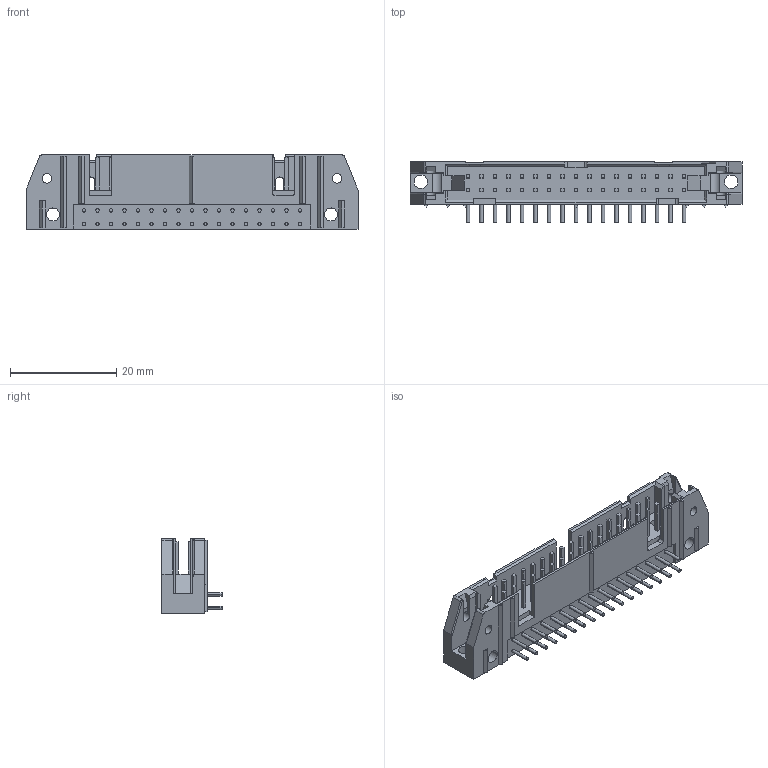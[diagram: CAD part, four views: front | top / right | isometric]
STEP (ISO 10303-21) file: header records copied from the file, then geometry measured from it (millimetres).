
FILE_DESCRIPTION((''),'2;1');
FILE_NAME('C-5102159-8','2019-03-01T04:34:39',('workeradm'),('TE Connectivity Ltd.'),'CREO PARAMETRIC BY PTC INC, 2018190','CREO PARAMETRIC BY PTC INC, 2018190','');
FILE_SCHEMA(('AUTOMOTIVE_DESIGN { 1 0 10303 214 1 1 1 1 }'));
Length unit declared in the file: millimetre
Products named in the file (1): C-5102159-8
Bounding box: 62.48 x 11.33 x 13.94 mm (x, y, z)
Volume: 3914 mm3; surface area: 4668.5 mm2
Topology: 1 solids, 1 shells, 480 faces, 1215 edges, 802 vertices
Faces by surface type: plane 374, cylinder 102, torus 4
Entity records: 14400 total; most frequent: CARTESIAN_POINT 2520, ORIENTED_EDGE 2430, DIRECTION 2379, EDGE_CURVE 1215, VECTOR 1003, LINE 1003, VERTEX_POINT 802, AXIS2_PLACEMENT_3D 688
